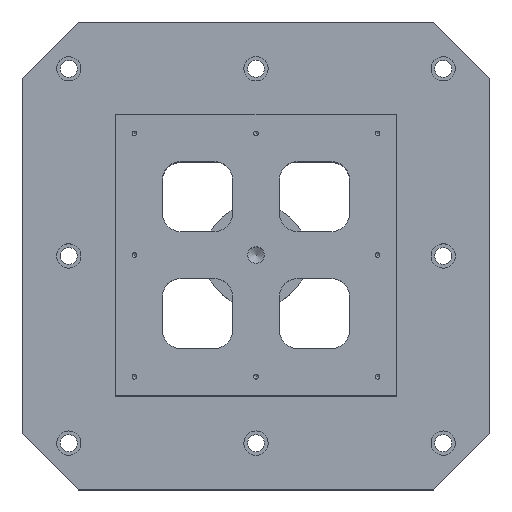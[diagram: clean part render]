
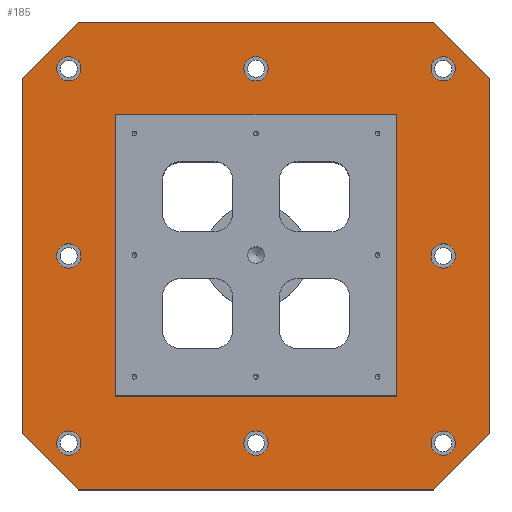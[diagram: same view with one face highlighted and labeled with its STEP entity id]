
A CAD part, top view. The second image highlights one B-rep face of the part: STEP entity #185.
In plain terms, the highlighted planar face has unit normal (0, 0, 1).
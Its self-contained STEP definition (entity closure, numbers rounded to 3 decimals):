
#185 = ADVANCED_FACE( '', ( #930, #931, #932, #933, #934, #935, #936, #937, #938, #939 ), #940, .T. );
#930 = FACE_BOUND( '', #2517, .T. );
#931 = FACE_BOUND( '', #2518, .T. );
#932 = FACE_BOUND( '', #2519, .T. );
#933 = FACE_BOUND( '', #2520, .T. );
#934 = FACE_BOUND( '', #2521, .T. );
#935 = FACE_BOUND( '', #2522, .T. );
#936 = FACE_BOUND( '', #2523, .T. );
#937 = FACE_BOUND( '', #2524, .T. );
#938 = FACE_OUTER_BOUND( '', #2525, .T. );
#939 = FACE_BOUND( '', #2526, .T. );
#940 = PLANE( '', #2527 );
#2517 = EDGE_LOOP( '', ( #4820 ) );
#2518 = EDGE_LOOP( '', ( #4821 ) );
#2519 = EDGE_LOOP( '', ( #4822 ) );
#2520 = EDGE_LOOP( '', ( #4823 ) );
#2521 = EDGE_LOOP( '', ( #4824 ) );
#2522 = EDGE_LOOP( '', ( #4825 ) );
#2523 = EDGE_LOOP( '', ( #4826 ) );
#2524 = EDGE_LOOP( '', ( #4827 ) );
#2525 = EDGE_LOOP( '', ( #4828, #4829, #4830, #4831, #4832, #4833, #4834, #4835 ) );
#2526 = EDGE_LOOP( '', ( #4836, #4837, #4838, #4839 ) );
#2527 = AXIS2_PLACEMENT_3D( '', #4840, #4841, #4842 );
#4820 = ORIENTED_EDGE( '', *, *, #7465, .T. );
#4821 = ORIENTED_EDGE( '', *, *, #7466, .T. );
#4822 = ORIENTED_EDGE( '', *, *, #7467, .T. );
#4823 = ORIENTED_EDGE( '', *, *, #7468, .T. );
#4824 = ORIENTED_EDGE( '', *, *, #7469, .T. );
#4825 = ORIENTED_EDGE( '', *, *, #7470, .T. );
#4826 = ORIENTED_EDGE( '', *, *, #7471, .T. );
#4827 = ORIENTED_EDGE( '', *, *, #7472, .T. );
#4828 = ORIENTED_EDGE( '', *, *, #7464, .T. );
#4829 = ORIENTED_EDGE( '', *, *, #7452, .T. );
#4830 = ORIENTED_EDGE( '', *, *, #7473, .T. );
#4831 = ORIENTED_EDGE( '', *, *, #7010, .T. );
#4832 = ORIENTED_EDGE( '', *, *, #7474, .T. );
#4833 = ORIENTED_EDGE( '', *, *, #7458, .T. );
#4834 = ORIENTED_EDGE( '', *, *, #7463, .T. );
#4835 = ORIENTED_EDGE( '', *, *, #7455, .T. );
#4836 = ORIENTED_EDGE( '', *, *, #7475, .T. );
#4837 = ORIENTED_EDGE( '', *, *, #7476, .T. );
#4838 = ORIENTED_EDGE( '', *, *, #7477, .T. );
#4839 = ORIENTED_EDGE( '', *, *, #7478, .T. );
#4840 = CARTESIAN_POINT( '', ( -250., -250., 50. ) );
#4841 = DIRECTION( '', ( 0., 0., 1. ) );
#4842 = DIRECTION( '', ( 1., 0., 0. ) );
#7010 = EDGE_CURVE( '', #7914, #7915, #7916, .F. );
#7452 = EDGE_CURVE( '', #8681, #8682, #8683, .F. );
#7455 = EDGE_CURVE( '', #8686, #8687, #8688, .F. );
#7458 = EDGE_CURVE( '', #8691, #8692, #8693, .F. );
#7463 = EDGE_CURVE( '', #8692, #8686, #8700, .T. );
#7464 = EDGE_CURVE( '', #8687, #8681, #8701, .T. );
#7465 = EDGE_CURVE( '', #8702, #8702, #8703, .T. );
#7466 = EDGE_CURVE( '', #8704, #8704, #8705, .T. );
#7467 = EDGE_CURVE( '', #8706, #8706, #8707, .T. );
#7468 = EDGE_CURVE( '', #8708, #8708, #8709, .T. );
#7469 = EDGE_CURVE( '', #8710, #8710, #8711, .T. );
#7470 = EDGE_CURVE( '', #8712, #8712, #8713, .T. );
#7471 = EDGE_CURVE( '', #8714, #8714, #8715, .T. );
#7472 = EDGE_CURVE( '', #8716, #8716, #8717, .T. );
#7473 = EDGE_CURVE( '', #8682, #7914, #8718, .T. );
#7474 = EDGE_CURVE( '', #7915, #8691, #8719, .T. );
#7475 = EDGE_CURVE( '', #8720, #8721, #8722, .T. );
#7476 = EDGE_CURVE( '', #8721, #8723, #8724, .T. );
#7477 = EDGE_CURVE( '', #8723, #8725, #8726, .T. );
#7478 = EDGE_CURVE( '', #8725, #8720, #8727, .T. );
#7914 = VERTEX_POINT( '', #9490 );
#7915 = VERTEX_POINT( '', #9491 );
#7916 = LINE( '', #9492, #9493 );
#8681 = VERTEX_POINT( '', #10476 );
#8682 = VERTEX_POINT( '', #10477 );
#8683 = LINE( '', #10478, #10479 );
#8686 = VERTEX_POINT( '', #10484 );
#8687 = VERTEX_POINT( '', #10485 );
#8688 = LINE( '', #10486, #10487 );
#8691 = VERTEX_POINT( '', #10492 );
#8692 = VERTEX_POINT( '', #10493 );
#8693 = LINE( '', #10494, #10495 );
#8700 = LINE( '', #10504, #10505 );
#8701 = LINE( '', #10506, #10507 );
#8702 = VERTEX_POINT( '', #10508 );
#8703 = CIRCLE( '', #10509, 13. );
#8704 = VERTEX_POINT( '', #10510 );
#8705 = CIRCLE( '', #10511, 13. );
#8706 = VERTEX_POINT( '', #10512 );
#8707 = CIRCLE( '', #10513, 13. );
#8708 = VERTEX_POINT( '', #10514 );
#8709 = CIRCLE( '', #10515, 13. );
#8710 = VERTEX_POINT( '', #10516 );
#8711 = CIRCLE( '', #10517, 13. );
#8712 = VERTEX_POINT( '', #10518 );
#8713 = CIRCLE( '', #10519, 13. );
#8714 = VERTEX_POINT( '', #10520 );
#8715 = CIRCLE( '', #10521, 13. );
#8716 = VERTEX_POINT( '', #10522 );
#8717 = CIRCLE( '', #10523, 13. );
#8718 = LINE( '', #10524, #10525 );
#8719 = LINE( '', #10526, #10527 );
#8720 = VERTEX_POINT( '', #10528 );
#8721 = VERTEX_POINT( '', #10529 );
#8722 = LINE( '', #10530, #10531 );
#8723 = VERTEX_POINT( '', #10532 );
#8724 = LINE( '', #10533, #10534 );
#8725 = VERTEX_POINT( '', #10535 );
#8726 = LINE( '', #10536, #10537 );
#8727 = LINE( '', #10538, #10539 );
#9490 = CARTESIAN_POINT( '', ( -250., -190., 50. ) );
#9491 = CARTESIAN_POINT( '', ( -190., -250., 50. ) );
#9492 = CARTESIAN_POINT( '', ( -220., -220., 50. ) );
#9493 = VECTOR( '', #11318, 1000. );
#10476 = CARTESIAN_POINT( '', ( -190., 250., 50. ) );
#10477 = CARTESIAN_POINT( '', ( -250., 190., 50. ) );
#10478 = CARTESIAN_POINT( '', ( -470., -30., 50. ) );
#10479 = VECTOR( '', #12200, 1000. );
#10484 = CARTESIAN_POINT( '', ( 250., 190., 50. ) );
#10485 = CARTESIAN_POINT( '', ( 190., 250., 50. ) );
#10486 = CARTESIAN_POINT( '', ( 220., 220., 50. ) );
#10487 = VECTOR( '', #12203, 1000. );
#10492 = CARTESIAN_POINT( '', ( 190., -250., 50. ) );
#10493 = CARTESIAN_POINT( '', ( 250., -190., 50. ) );
#10494 = CARTESIAN_POINT( '', ( -30., -470., 50. ) );
#10495 = VECTOR( '', #12206, 1000. );
#10504 = CARTESIAN_POINT( '', ( 250., -250., 50. ) );
#10505 = VECTOR( '', #12215, 1000. );
#10506 = CARTESIAN_POINT( '', ( 250., 250., 50. ) );
#10507 = VECTOR( '', #12216, 1000. );
#10508 = CARTESIAN_POINT( '', ( -200., -213., 50. ) );
#10509 = AXIS2_PLACEMENT_3D( '', #12217, #12218, #12219 );
#10510 = CARTESIAN_POINT( '', ( -200., 187., 50. ) );
#10511 = AXIS2_PLACEMENT_3D( '', #12220, #12221, #12222 );
#10512 = CARTESIAN_POINT( '', ( 0., -213., 50. ) );
#10513 = AXIS2_PLACEMENT_3D( '', #12223, #12224, #12225 );
#10514 = CARTESIAN_POINT( '', ( 200., -213., 50. ) );
#10515 = AXIS2_PLACEMENT_3D( '', #12226, #12227, #12228 );
#10516 = CARTESIAN_POINT( '', ( 200., -13., 50. ) );
#10517 = AXIS2_PLACEMENT_3D( '', #12229, #12230, #12231 );
#10518 = CARTESIAN_POINT( '', ( 200., 187., 50. ) );
#10519 = AXIS2_PLACEMENT_3D( '', #12232, #12233, #12234 );
#10520 = CARTESIAN_POINT( '', ( 0., 187., 50. ) );
#10521 = AXIS2_PLACEMENT_3D( '', #12235, #12236, #12237 );
#10522 = CARTESIAN_POINT( '', ( -200., -13., 50. ) );
#10523 = AXIS2_PLACEMENT_3D( '', #12238, #12239, #12240 );
#10524 = CARTESIAN_POINT( '', ( -250., 250., 50. ) );
#10525 = VECTOR( '', #12241, 1000. );
#10526 = CARTESIAN_POINT( '', ( -250., -250., 50. ) );
#10527 = VECTOR( '', #12242, 1000. );
#10528 = CARTESIAN_POINT( '', ( 150., -150., 50. ) );
#10529 = CARTESIAN_POINT( '', ( -150., -150., 50. ) );
#10530 = CARTESIAN_POINT( '', ( -250., -150., 50. ) );
#10531 = VECTOR( '', #12243, 1000. );
#10532 = CARTESIAN_POINT( '', ( -150., 150., 50. ) );
#10533 = CARTESIAN_POINT( '', ( -150., -250., 50. ) );
#10534 = VECTOR( '', #12244, 1000. );
#10535 = CARTESIAN_POINT( '', ( 150., 150., 50. ) );
#10536 = CARTESIAN_POINT( '', ( -250., 150., 50. ) );
#10537 = VECTOR( '', #12245, 1000. );
#10538 = CARTESIAN_POINT( '', ( 150., -250., 50. ) );
#10539 = VECTOR( '', #12246, 1000. );
#11318 = DIRECTION( '', ( -0.707, 0.707, 0. ) );
#12200 = DIRECTION( '', ( 0.707, 0.707, 0. ) );
#12203 = DIRECTION( '', ( 0.707, -0.707, 0. ) );
#12206 = DIRECTION( '', ( -0.707, -0.707, 0. ) );
#12215 = DIRECTION( '', ( 0., 1., 0. ) );
#12216 = DIRECTION( '', ( -1., 0., 0. ) );
#12217 = CARTESIAN_POINT( '', ( -200., -200., 50. ) );
#12218 = DIRECTION( '', ( 0., 0., -1. ) );
#12219 = DIRECTION( '', ( 0., -1., 0. ) );
#12220 = CARTESIAN_POINT( '', ( -200., 200., 50. ) );
#12221 = DIRECTION( '', ( 0., 0., -1. ) );
#12222 = DIRECTION( '', ( 0., -1., 0. ) );
#12223 = CARTESIAN_POINT( '', ( 0., -200., 50. ) );
#12224 = DIRECTION( '', ( 0., 0., -1. ) );
#12225 = DIRECTION( '', ( 0., -1., 0. ) );
#12226 = CARTESIAN_POINT( '', ( 200., -200., 50. ) );
#12227 = DIRECTION( '', ( 0., 0., -1. ) );
#12228 = DIRECTION( '', ( 0., -1., 0. ) );
#12229 = CARTESIAN_POINT( '', ( 200., 0., 50. ) );
#12230 = DIRECTION( '', ( 0., 0., -1. ) );
#12231 = DIRECTION( '', ( 0., -1., 0. ) );
#12232 = CARTESIAN_POINT( '', ( 200., 200., 50. ) );
#12233 = DIRECTION( '', ( 0., 0., -1. ) );
#12234 = DIRECTION( '', ( 0., -1., 0. ) );
#12235 = CARTESIAN_POINT( '', ( 0., 200., 50. ) );
#12236 = DIRECTION( '', ( 0., 0., -1. ) );
#12237 = DIRECTION( '', ( 0., -1., 0. ) );
#12238 = CARTESIAN_POINT( '', ( -200., 0., 50. ) );
#12239 = DIRECTION( '', ( 0., 0., -1. ) );
#12240 = DIRECTION( '', ( 0., -1., 0. ) );
#12241 = DIRECTION( '', ( 0., -1., 0. ) );
#12242 = DIRECTION( '', ( 1., 0., 0. ) );
#12243 = DIRECTION( '', ( -1., 0., 0. ) );
#12244 = DIRECTION( '', ( 0., 1., 0. ) );
#12245 = DIRECTION( '', ( 1., 0., 0. ) );
#12246 = DIRECTION( '', ( 0., -1., 0. ) );
